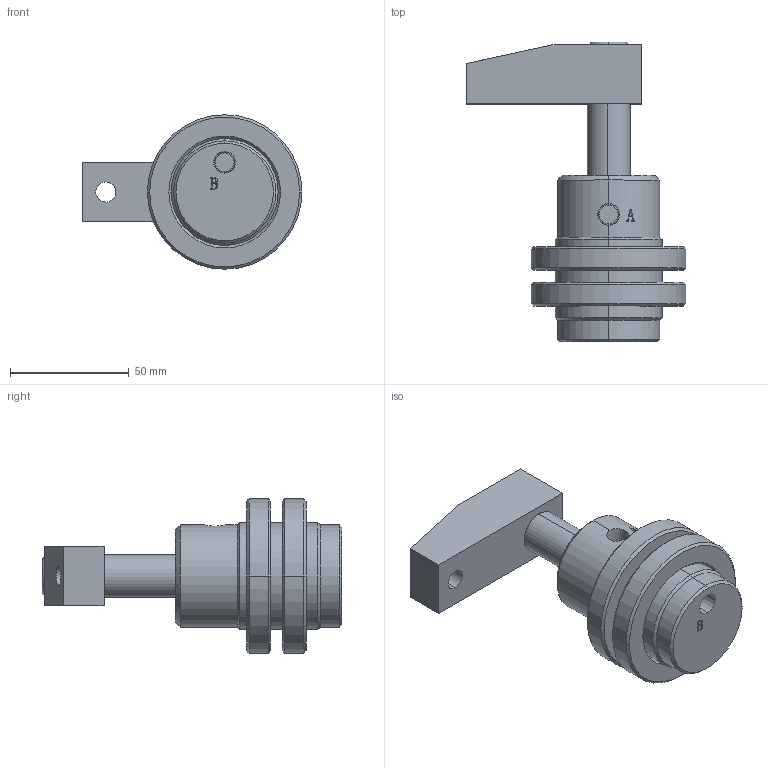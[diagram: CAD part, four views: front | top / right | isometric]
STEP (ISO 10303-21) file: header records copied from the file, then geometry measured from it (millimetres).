
FILE_DESCRIPTION (( 'STEP AP203' ), '1' );
FILE_NAME ('HNTS-25.STEP', '2019-10-07T01:20:33', ( '微软用户' ), ( '微软中国' ), 'SwSTEP 2.0', 'SolidWorks 2012', '' );
FILE_SCHEMA (( 'CONFIG_CONTROL_DESIGN' ));
Length unit declared in the file: millimetre
Products named in the file (6): HNTS-25; hexagon socket head cap screws gb_GB_FASTENER_SCREWS_HSHCS M10X16-N; HNTS-25揤旋; HNTS-25蹟譫; HNS-25活塞杆; HNTS-25掛极
Assembly tree (6 placements, depth 2):
  HNTS-25
    HNTS-25掛极
    HNS-25活塞杆
    HNTS-25蹟譫  x2
    HNTS-25揤旋
    hexagon socket head cap screws gb_GB_FASTENER_SCREWS_HSHCS M10X16-N
Bounding box: 92.5 x 126 x 65 mm (x, y, z)
Volume: 174504.6 mm3; surface area: 47212.9 mm2
Topology: 6 solids, 6 shells, 173 faces, 397 edges, 248 vertices
Faces by surface type: plane 75, cylinder 40, cone 34, bspline 16, torus 8
Entity records: 6157 total; most frequent: CARTESIAN_POINT 1887, DIRECTION 753, ORIENTED_EDGE 738, EDGE_CURVE 369, AXIS2_PLACEMENT_3D 284, VERTEX_POINT 234, LINE 185, VECTOR 185
